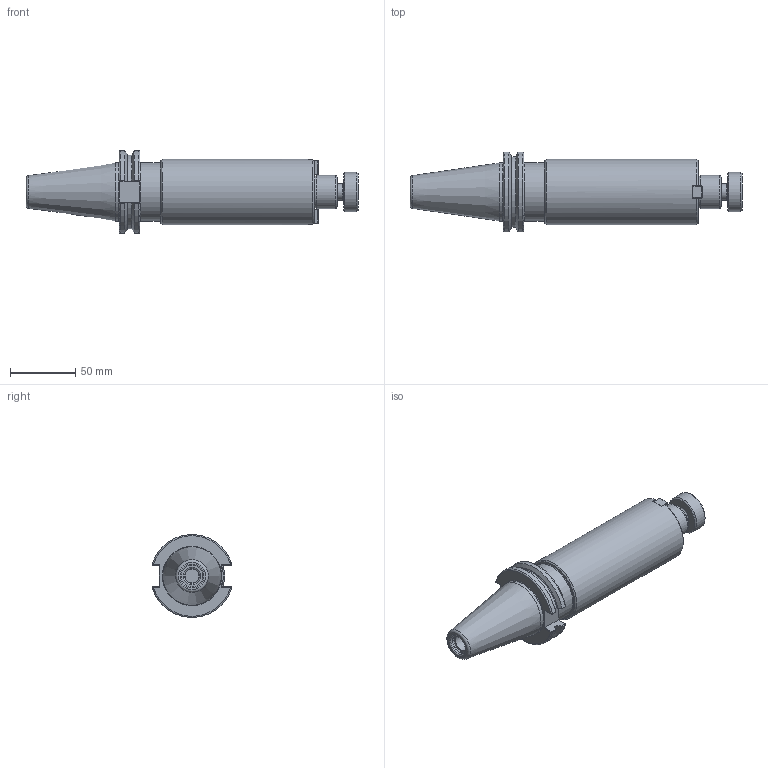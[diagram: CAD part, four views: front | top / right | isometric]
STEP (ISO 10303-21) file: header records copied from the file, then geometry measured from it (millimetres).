
FILE_DESCRIPTION(/* description */ (''),/* implementation_level */ '2;1');
FILE_NAME(/* name */ 'CAT40-SM100-0600.stp',/* time_stamp */ '2019-07-23T15:30:05-05:00',/* author */ ('ldfli'),/* organization */ ('Pioneer N.A.'),/* preprocessor_version */ 'ST-DEVELOPER v18',/* originating_system */ 'Autodesk Inventor LT',/* authorisation */ '');
FILE_SCHEMA (('AUTOMOTIVE_DESIGN { 1 0 10303 214 3 1 1 }'));
Length unit declared in the file: millimetre
Products named in the file (1): CAT40-SM100-0600
Bounding box: 254.25 x 61.14 x 63.31 mm (x, y, z)
Volume: 355723.7 mm3; surface area: 55087.9 mm2
Topology: 4 solids, 4 shells, 214 faces, 531 edges, 342 vertices
Faces by surface type: plane 128, cylinder 33, cone 20, torus 17, bspline 16
Full cylindrical faces by diameter (mm): 3.242 x2, 4 x2, 4.5 x2, 7 x2, 8 x2, 10 x1, 11.328 x1, 12.7 x1, 13.386 x1, 16.3 x1, 16.8 x1, 18 x1, 24.9 x1, 25.4 x1, 30 x1, 44.45 x2, 50 x1
Entity records: 7062 total; most frequent: CARTESIAN_POINT 1974, ORIENTED_EDGE 1056, DIRECTION 1034, EDGE_CURVE 528, AXIS2_PLACEMENT_3D 368, VERTEX_POINT 342, LINE 298, VECTOR 298
